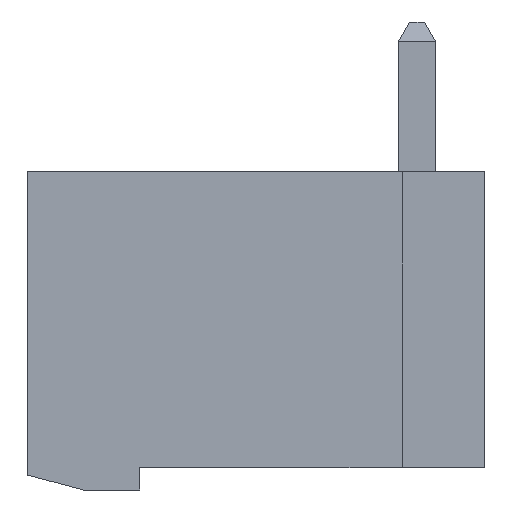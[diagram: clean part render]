
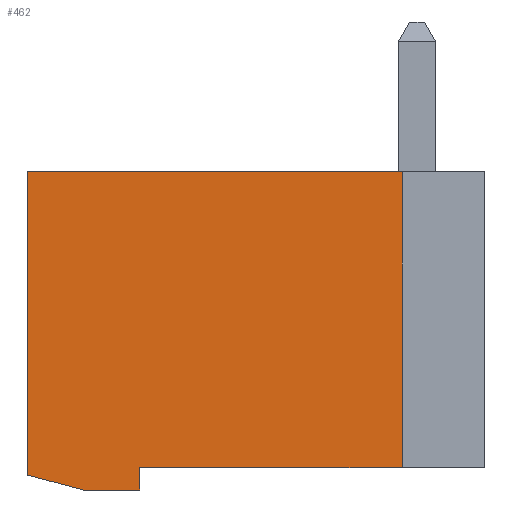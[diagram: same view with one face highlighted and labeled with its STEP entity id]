
A CAD part, front view. The second image highlights one B-rep face of the part: STEP entity #462.
In plain terms, the highlighted planar face has unit normal (0, -1, 0).
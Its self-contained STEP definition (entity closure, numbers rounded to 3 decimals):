
#462 = ADVANCED_FACE( '', ( #1042 ), #1043, .F. );
#1042 = FACE_OUTER_BOUND( '', #1729, .T. );
#1043 = PLANE( '', #1730 );
#1729 = EDGE_LOOP( '', ( #3049, #3050, #3051, #3052, #3053, #3054, #3055 ) );
#1730 = AXIS2_PLACEMENT_3D( '', #3056, #3057, #3058 );
#3049 = ORIENTED_EDGE( '', *, *, #4556, .T. );
#3050 = ORIENTED_EDGE( '', *, *, #4149, .T. );
#3051 = ORIENTED_EDGE( '', *, *, #4584, .T. );
#3052 = ORIENTED_EDGE( '', *, *, #4513, .T. );
#3053 = ORIENTED_EDGE( '', *, *, #4585, .T. );
#3054 = ORIENTED_EDGE( '', *, *, #4300, .T. );
#3055 = ORIENTED_EDGE( '', *, *, #4586, .T. );
#3056 = CARTESIAN_POINT( '', ( -6.6, -5., 44.8 ) );
#3057 = DIRECTION( '', ( 0., 1., 0. ) );
#3058 = DIRECTION( '', ( 1., 0., 0. ) );
#4149 = EDGE_CURVE( '', #4993, #4994, #4995, .T. );
#4300 = EDGE_CURVE( '', #5246, #5248, #5250, .T. );
#4513 = EDGE_CURVE( '', #5569, #5582, #5584, .T. );
#4556 = EDGE_CURVE( '', #5622, #4993, #5644, .T. );
#4584 = EDGE_CURVE( '', #4994, #5569, #5679, .T. );
#4585 = EDGE_CURVE( '', #5582, #5246, #5680, .T. );
#4586 = EDGE_CURVE( '', #5248, #5622, #5681, .T. );
#4993 = VERTEX_POINT( '', #6193 );
#4994 = VERTEX_POINT( '', #6194 );
#4995 = LINE( '', #6195, #6196 );
#5246 = VERTEX_POINT( '', #6556 );
#5248 = VERTEX_POINT( '', #6559 );
#5250 = LINE( '', #6562, #6563 );
#5569 = VERTEX_POINT( '', #7048 );
#5582 = VERTEX_POINT( '', #7066 );
#5584 = LINE( '', #7069, #7070 );
#5622 = VERTEX_POINT( '', #7124 );
#5644 = LINE( '', #7160, #7161 );
#5679 = LINE( '', #7215, #7216 );
#5680 = LINE( '', #7217, #7218 );
#5681 = LINE( '', #7219, #7220 );
#6193 = CARTESIAN_POINT( '', ( 0.4, -5., 45.5 ) );
#6194 = CARTESIAN_POINT( '', ( 0.4, -5., 53.4 ) );
#6195 = CARTESIAN_POINT( '', ( 0.4, -5., 53.4 ) );
#6196 = VECTOR( '', #7714, 1000. );
#6556 = CARTESIAN_POINT( '', ( -8.107, -5., 44.9 ) );
#6559 = CARTESIAN_POINT( '', ( -6.6, -5., 44.9 ) );
#6562 = CARTESIAN_POINT( '', ( -6.6, -5., 44.9 ) );
#6563 = VECTOR( '', #7859, 1000. );
#7048 = CARTESIAN_POINT( '', ( -9.6, -5., 53.4 ) );
#7066 = CARTESIAN_POINT( '', ( -9.6, -5., 45.3 ) );
#7069 = CARTESIAN_POINT( '', ( -9.6, -5., 45.2 ) );
#7070 = VECTOR( '', #8035, 1000. );
#7124 = CARTESIAN_POINT( '', ( -6.6, -5., 45.5 ) );
#7160 = CARTESIAN_POINT( '', ( 0.2, -5., 45.5 ) );
#7161 = VECTOR( '', #8075, 1000. );
#7215 = CARTESIAN_POINT( '', ( -9.6, -5., 53.4 ) );
#7216 = VECTOR( '', #8095, 1000. );
#7217 = CARTESIAN_POINT( '', ( -8.107, -5., 44.9 ) );
#7218 = VECTOR( '', #8096, 1000. );
#7219 = CARTESIAN_POINT( '', ( -6.6, -5., 45.3 ) );
#7220 = VECTOR( '', #8097, 1000. );
#7714 = DIRECTION( '', ( 0., 0., 1. ) );
#7859 = DIRECTION( '', ( 1., 0., 0. ) );
#8035 = DIRECTION( '', ( 0., 0., -1. ) );
#8075 = DIRECTION( '', ( 1., 0., 0. ) );
#8095 = DIRECTION( '', ( -1., 0., 0. ) );
#8096 = DIRECTION( '', ( 0.966, 0., -0.259 ) );
#8097 = DIRECTION( '', ( 0., 0., 1. ) );
